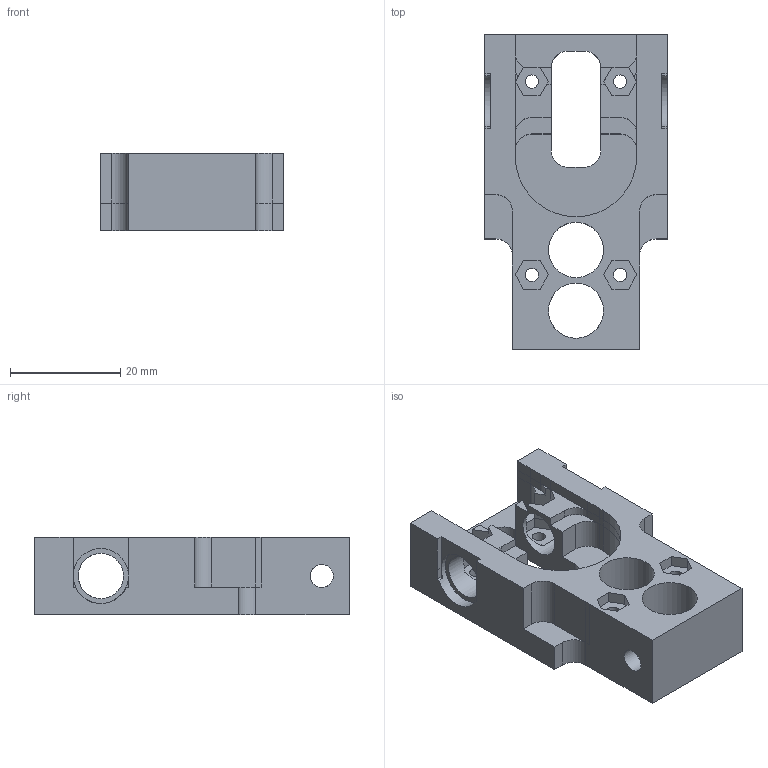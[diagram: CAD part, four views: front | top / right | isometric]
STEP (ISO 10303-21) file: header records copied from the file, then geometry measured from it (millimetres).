
FILE_DESCRIPTION(('FreeCAD Model'),'2;1');
FILE_NAME('Open CASCADE Shape Model','2022-05-22T18:55:40',('Author'),( ''),'Open CASCADE STEP processor 7.5','FreeCAD','Unknown');
FILE_SCHEMA(('AUTOMOTIVE_DESIGN { 1 0 10303 214 1 1 1 1 }'));
Length unit declared in the file: millimetre
Products named in the file (1): dynamixel_joint
Bounding box: 33 x 57 x 14 mm (x, y, z)
Volume: 12654.8 mm3; surface area: 7758.8 mm2
Topology: 1 solids, 1 shells, 153 faces, 415 edges, 262 vertices
Faces by surface type: plane 122, cylinder 31
Full cylindrical faces by diameter (mm): 2.4 x4, 4.2 x2, 8.2 x2, 10 x4
Entity records: 10943 total; most frequent: CARTESIAN_POINT 2509, DIRECTION 1588, LINE 1055, VECTOR 1055, ORIENTED_EDGE 830, PCURVE 830, DEFINITIONAL_REPRESENTATION 830, EDGE_CURVE 415
